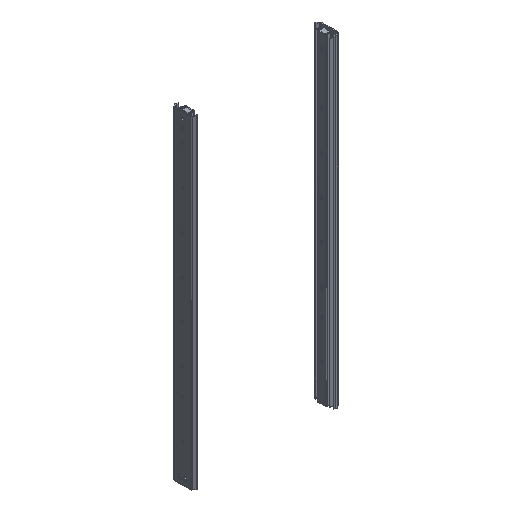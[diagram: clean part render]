
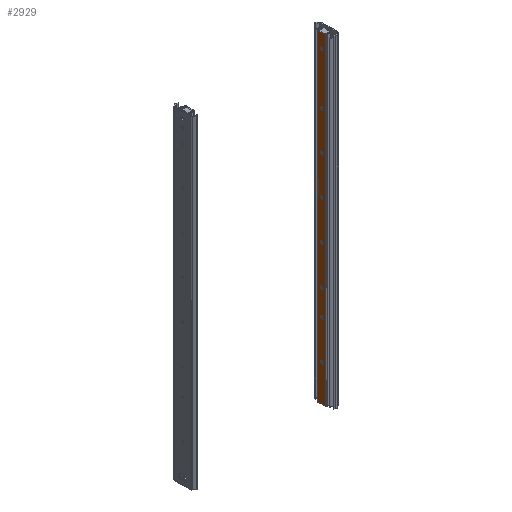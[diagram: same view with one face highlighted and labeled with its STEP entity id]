
A CAD part, isometric view. The second image highlights one B-rep face of the part: STEP entity #2929.
In plain terms, the highlighted face is planar.
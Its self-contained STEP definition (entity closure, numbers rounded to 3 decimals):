
#153=FACE_BOUND('',#532,.T.);
#154=FACE_BOUND('',#533,.T.);
#155=FACE_BOUND('',#534,.T.);
#156=FACE_BOUND('',#535,.T.);
#157=FACE_BOUND('',#536,.T.);
#158=FACE_BOUND('',#537,.T.);
#159=FACE_BOUND('',#538,.T.);
#160=FACE_BOUND('',#539,.T.);
#223=PLANE('',#3316);
#356=FACE_OUTER_BOUND('',#531,.T.);
#531=EDGE_LOOP('',(#2568,#2569,#2570,#2571));
#532=EDGE_LOOP('',(#2572));
#533=EDGE_LOOP('',(#2573));
#534=EDGE_LOOP('',(#2574));
#535=EDGE_LOOP('',(#2575));
#536=EDGE_LOOP('',(#2576));
#537=EDGE_LOOP('',(#2577));
#538=EDGE_LOOP('',(#2578));
#539=EDGE_LOOP('',(#2579));
#785=LINE('',#5016,#1034);
#787=LINE('',#5042,#1036);
#788=LINE('',#5044,#1037);
#789=LINE('',#5045,#1038);
#1034=VECTOR('',#4094,10.);
#1036=VECTOR('',#4106,10.);
#1037=VECTOR('',#4107,10.);
#1038=VECTOR('',#4108,10.);
#1154=CIRCLE('',#3268,2.9);
#1156=CIRCLE('',#3272,2.9);
#1158=CIRCLE('',#3276,2.9);
#1160=CIRCLE('',#3280,2.9);
#1162=CIRCLE('',#3284,2.9);
#1164=CIRCLE('',#3288,2.9);
#1166=CIRCLE('',#3292,2.9);
#1168=CIRCLE('',#3296,2.9);
#1404=VERTEX_POINT('',#4903);
#1406=VERTEX_POINT('',#4911);
#1408=VERTEX_POINT('',#4919);
#1410=VERTEX_POINT('',#4927);
#1412=VERTEX_POINT('',#4935);
#1414=VERTEX_POINT('',#4943);
#1416=VERTEX_POINT('',#4951);
#1418=VERTEX_POINT('',#4959);
#1432=VERTEX_POINT('',#5013);
#1433=VERTEX_POINT('',#5015);
#1439=VERTEX_POINT('',#5041);
#1440=VERTEX_POINT('',#5043);
#1766=EDGE_CURVE('',#1404,#1404,#1154,.T.);
#1770=EDGE_CURVE('',#1406,#1406,#1156,.T.);
#1774=EDGE_CURVE('',#1408,#1408,#1158,.T.);
#1778=EDGE_CURVE('',#1410,#1410,#1160,.T.);
#1782=EDGE_CURVE('',#1412,#1412,#1162,.T.);
#1786=EDGE_CURVE('',#1414,#1414,#1164,.T.);
#1790=EDGE_CURVE('',#1416,#1416,#1166,.T.);
#1794=EDGE_CURVE('',#1418,#1418,#1168,.T.);
#1816=EDGE_CURVE('',#1432,#1433,#785,.T.);
#1823=EDGE_CURVE('',#1432,#1439,#787,.T.);
#1824=EDGE_CURVE('',#1440,#1439,#788,.T.);
#1825=EDGE_CURVE('',#1440,#1433,#789,.T.);
#2568=ORIENTED_EDGE('',*,*,#1816,.F.);
#2569=ORIENTED_EDGE('',*,*,#1823,.T.);
#2570=ORIENTED_EDGE('',*,*,#1824,.F.);
#2571=ORIENTED_EDGE('',*,*,#1825,.T.);
#2572=ORIENTED_EDGE('',*,*,#1790,.T.);
#2573=ORIENTED_EDGE('',*,*,#1794,.T.);
#2574=ORIENTED_EDGE('',*,*,#1786,.T.);
#2575=ORIENTED_EDGE('',*,*,#1782,.T.);
#2576=ORIENTED_EDGE('',*,*,#1778,.T.);
#2577=ORIENTED_EDGE('',*,*,#1774,.T.);
#2578=ORIENTED_EDGE('',*,*,#1766,.T.);
#2579=ORIENTED_EDGE('',*,*,#1770,.T.);
#2929=ADVANCED_FACE('',(#356,#153,#154,#155,#156,#157,#158,#159,#160),#223,
 .T.);
#3268=AXIS2_PLACEMENT_3D('',#4904,#3980,#3981);
#3272=AXIS2_PLACEMENT_3D('',#4912,#3990,#3991);
#3276=AXIS2_PLACEMENT_3D('',#4920,#4000,#4001);
#3280=AXIS2_PLACEMENT_3D('',#4928,#4010,#4011);
#3284=AXIS2_PLACEMENT_3D('',#4936,#4020,#4021);
#3288=AXIS2_PLACEMENT_3D('',#4944,#4030,#4031);
#3292=AXIS2_PLACEMENT_3D('',#4952,#4040,#4041);
#3296=AXIS2_PLACEMENT_3D('',#4960,#4050,#4051);
#3316=AXIS2_PLACEMENT_3D('',#5040,#4104,#4105);
#3980=DIRECTION('center_axis',(-1.,0.,0.));
#3981=DIRECTION('ref_axis',(0.,0.,1.));
#3990=DIRECTION('center_axis',(-1.,0.,0.));
#3991=DIRECTION('ref_axis',(0.,0.,1.));
#4000=DIRECTION('center_axis',(-1.,0.,0.));
#4001=DIRECTION('ref_axis',(0.,0.,1.));
#4010=DIRECTION('center_axis',(-1.,0.,0.));
#4011=DIRECTION('ref_axis',(0.,0.,1.));
#4020=DIRECTION('center_axis',(-1.,0.,0.));
#4021=DIRECTION('ref_axis',(0.,0.,1.));
#4030=DIRECTION('center_axis',(-1.,0.,0.));
#4031=DIRECTION('ref_axis',(0.,0.,1.));
#4040=DIRECTION('center_axis',(-1.,0.,0.));
#4041=DIRECTION('ref_axis',(0.,0.,1.));
#4050=DIRECTION('center_axis',(-1.,0.,0.));
#4051=DIRECTION('ref_axis',(0.,0.,1.));
#4094=DIRECTION('',(0.,1.,0.));
#4104=DIRECTION('center_axis',(1.,0.,0.));
#4105=DIRECTION('ref_axis',(0.,-1.,0.));
#4106=DIRECTION('',(0.,0.,-1.));
#4107=DIRECTION('',(0.,-1.,0.));
#4108=DIRECTION('',(0.,0.,1.));
#4903=CARTESIAN_POINT('',(8.,0.,-37.9));
#4904=CARTESIAN_POINT('Origin',(8.,0.,-35.));
#4911=CARTESIAN_POINT('',(8.,0.,-165.9));
#4912=CARTESIAN_POINT('Origin',(8.,0.,-163.));
#4919=CARTESIAN_POINT('',(8.,0.,-261.9));
#4920=CARTESIAN_POINT('Origin',(8.,0.,-259.));
#4927=CARTESIAN_POINT('',(8.,0.,-357.9));
#4928=CARTESIAN_POINT('Origin',(8.,0.,-355.));
#4935=CARTESIAN_POINT('',(8.,0.,-453.9));
#4936=CARTESIAN_POINT('Origin',(8.,0.,-451.));
#4943=CARTESIAN_POINT('',(8.,0.,-549.9));
#4944=CARTESIAN_POINT('Origin',(8.,0.,-547.));
#4951=CARTESIAN_POINT('',(8.,0.,-613.9));
#4952=CARTESIAN_POINT('Origin',(8.,0.,-611.));
#4959=CARTESIAN_POINT('',(8.,0.,-709.9));
#4960=CARTESIAN_POINT('Origin',(8.,0.,-707.));
#5013=CARTESIAN_POINT('',(8.,-9.7,0.));
#5015=CARTESIAN_POINT('',(8.,9.7,0.));
#5016=CARTESIAN_POINT('',(8.,-11.283,0.));
#5040=CARTESIAN_POINT('Origin',(8.,11.283,0.));
#5041=CARTESIAN_POINT('',(8.,-9.7,-797.));
#5042=CARTESIAN_POINT('',(8.,-9.7,0.));
#5043=CARTESIAN_POINT('',(8.,9.7,-797.));
#5044=CARTESIAN_POINT('',(8.,-11.283,-797.));
#5045=CARTESIAN_POINT('',(8.,9.7,0.));
